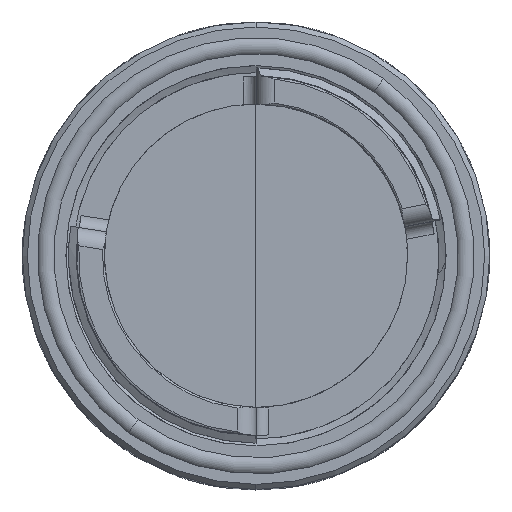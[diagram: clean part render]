
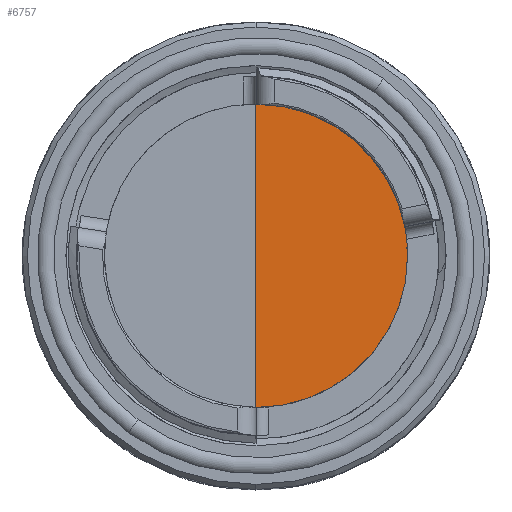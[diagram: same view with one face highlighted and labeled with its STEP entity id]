
A CAD part, top view. The second image highlights one B-rep face of the part: STEP entity #6757.
In plain terms, the highlighted planar face has unit normal (0, 0, 1).
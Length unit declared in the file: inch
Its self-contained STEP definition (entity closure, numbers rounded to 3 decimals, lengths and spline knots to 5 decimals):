
#232 = CARTESIAN_POINT ( 'NONE',  ( 0., 0., -0.741 ) ) ;
#517 = EDGE_CURVE ( 'NONE', #8278, #6038, #646, .T. ) ;
#520 = ORIENTED_EDGE ( 'NONE', *, *, #1129, .T. ) ;
#646 = CIRCLE ( 'NONE', #2716, 0.754 ) ;
#783 = VERTEX_POINT ( 'NONE', #4557 ) ;
#938 = DIRECTION ( 'NONE',  ( 1., 0., 0. ) ) ;
#1111 = AXIS2_PLACEMENT_3D ( 'NONE', #3230, #9006, #9211 ) ;
#1129 = EDGE_CURVE ( 'NONE', #783, #2689, #5575, .T. ) ;
#1287 = CARTESIAN_POINT ( 'NONE',  ( 0., 0., -0.741 ) ) ;
#1484 = AXIS2_PLACEMENT_3D ( 'NONE', #4090, #2523, #938 ) ;
#1815 = DIRECTION ( 'NONE',  ( 0., 0., 1. ) ) ;
#2041 = EDGE_LOOP ( 'NONE', ( #7210, #2255, #5659, #7571, #520, #7990 ) ) ;
#2255 = ORIENTED_EDGE ( 'NONE', *, *, #7190, .T. ) ;
#2523 = DIRECTION ( 'NONE',  ( 0., 0., 1. ) ) ;
#2689 = VERTEX_POINT ( 'NONE', #2984 ) ;
#2716 = AXIS2_PLACEMENT_3D ( 'NONE', #8581, #1815, #6349 ) ;
#2762 = EDGE_CURVE ( 'NONE', #6135, #7533, #7796, .T. ) ;
#2788 = CARTESIAN_POINT ( 'NONE',  ( -0.003, 0., -0.741 ) ) ;
#2968 = DIRECTION ( 'NONE',  ( 1., 0., 0. ) ) ;
#2984 = CARTESIAN_POINT ( 'NONE',  ( 0.74015, 0.14387, -0.741 ) ) ;
#3141 = DIRECTION ( 'NONE',  ( 0., 0., -1. ) ) ;
#3230 = CARTESIAN_POINT ( 'NONE',  ( 0., 0., -0.741 ) ) ;
#3391 = EDGE_CURVE ( 'NONE', #6038, #783, #4565, .T. ) ;
#3481 = CARTESIAN_POINT ( 'NONE',  ( -0.003, -0.75399, -0.741 ) ) ;
#3602 = DIRECTION ( 'NONE',  ( 0., 0., 1. ) ) ;
#3711 = AXIS2_PLACEMENT_3D ( 'NONE', #232, #3141, #3929 ) ;
#3929 = DIRECTION ( 'NONE',  ( -1., 0., 0. ) ) ;
#4090 = CARTESIAN_POINT ( 'NONE',  ( 0., 0., -0.741 ) ) ;
#4542 = CARTESIAN_POINT ( 'NONE',  ( 0., 0., -0.741 ) ) ;
#4557 = CARTESIAN_POINT ( 'NONE',  ( 0.754, 0., -0.741 ) ) ;
#4565 = CIRCLE ( 'NONE', #1111, 0.754 ) ;
#4771 = CARTESIAN_POINT ( 'NONE',  ( 0., -0.754, -0.741 ) ) ;
#5227 = AXIS2_PLACEMENT_3D ( 'NONE', #4542, #9150, #2968 ) ;
#5575 = CIRCLE ( 'NONE', #7622, 0.754 ) ;
#5659 = ORIENTED_EDGE ( 'NONE', *, *, #517, .T. ) ;
#5786 = LINE ( 'NONE', #2788, #6865 ) ;
#5953 = CARTESIAN_POINT ( 'NONE',  ( 0., 0.754, -0.741 ) ) ;
#6038 = VERTEX_POINT ( 'NONE', #4771 ) ;
#6135 = VERTEX_POINT ( 'NONE', #5953 ) ;
#6349 = DIRECTION ( 'NONE',  ( 1., 0., 0. ) ) ;
#6757 = ADVANCED_FACE ( 'NONE', ( #8382 ), #6937, .F. ) ;
#6865 = VECTOR ( 'NONE', #7316, 39.37008 ) ;
#6937 = PLANE ( 'NONE',  #3711 ) ;
#7025 = CARTESIAN_POINT ( 'NONE',  ( -0.003, 0.75399, -0.741 ) ) ;
#7190 = EDGE_CURVE ( 'NONE', #7533, #8278, #5786, .T. ) ;
#7210 = ORIENTED_EDGE ( 'NONE', *, *, #2762, .T. ) ;
#7316 = DIRECTION ( 'NONE',  ( 0., -1., 0. ) ) ;
#7533 = VERTEX_POINT ( 'NONE', #7025 ) ;
#7571 = ORIENTED_EDGE ( 'NONE', *, *, #3391, .T. ) ;
#7622 = AXIS2_PLACEMENT_3D ( 'NONE', #1287, #3602, #8894 ) ;
#7796 = CIRCLE ( 'NONE', #1484, 0.754 ) ;
#7990 = ORIENTED_EDGE ( 'NONE', *, *, #8680, .T. ) ;
#8278 = VERTEX_POINT ( 'NONE', #3481 ) ;
#8382 = FACE_OUTER_BOUND ( 'NONE', #2041, .T. ) ;
#8581 = CARTESIAN_POINT ( 'NONE',  ( 0., 0., -0.741 ) ) ;
#8680 = EDGE_CURVE ( 'NONE', #2689, #6135, #9509, .T. ) ;
#8894 = DIRECTION ( 'NONE',  ( 1., 0., 0. ) ) ;
#9006 = DIRECTION ( 'NONE',  ( 0., 0., 1. ) ) ;
#9150 = DIRECTION ( 'NONE',  ( 0., 0., 1. ) ) ;
#9211 = DIRECTION ( 'NONE',  ( 1., 0., 0. ) ) ;
#9509 = CIRCLE ( 'NONE', #5227, 0.754 ) ;
